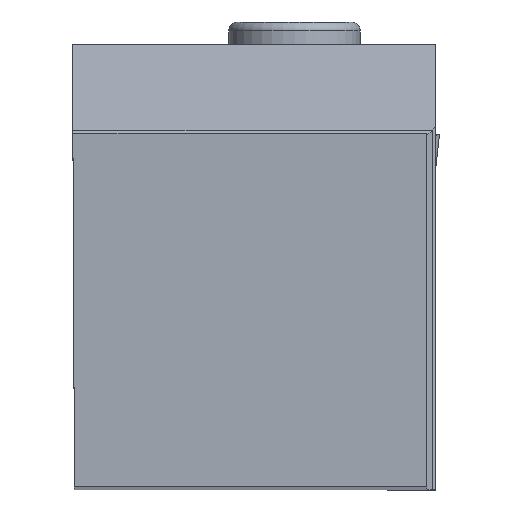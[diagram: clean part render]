
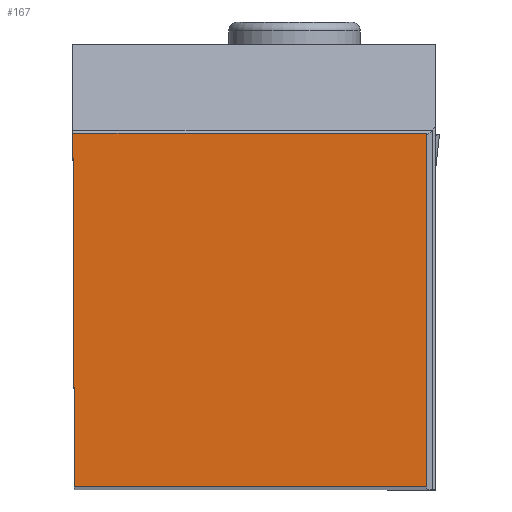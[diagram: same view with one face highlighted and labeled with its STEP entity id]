
A CAD part, top view. The second image highlights one B-rep face of the part: STEP entity #167.
In plain terms, the highlighted planar face has unit normal (0, 0, 1).
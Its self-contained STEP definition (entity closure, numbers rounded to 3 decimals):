
#167=ADVANCED_FACE('BLANK_BOXF006',(#275),#218,.F.);
#218=PLANE('',#1338);
#275=FACE_OUTER_BOUND('',#334,.T.);
#334=EDGE_LOOP('',(#593,#594,#595,#596));
#593=ORIENTED_EDGE('',*,*,#925,.T.);
#594=ORIENTED_EDGE('',*,*,#926,.T.);
#595=ORIENTED_EDGE('',*,*,#927,.T.);
#596=ORIENTED_EDGE('',*,*,#913,.T.);
#773=VERTEX_POINT('',#2060);
#774=VERTEX_POINT('',#2062);
#782=VERTEX_POINT('',#2085);
#783=VERTEX_POINT('',#2087);
#913=EDGE_CURVE('',#774,#773,#1048,.T.);
#925=EDGE_CURVE('',#773,#782,#1059,.T.);
#926=EDGE_CURVE('',#782,#783,#1060,.T.);
#927=EDGE_CURVE('',#783,#774,#1061,.T.);
#1048=LINE('',#2061,#1184);
#1059=LINE('',#2084,#1195);
#1060=LINE('',#2086,#1196);
#1061=LINE('',#2088,#1197);
#1184=VECTOR('',#1568,1.);
#1195=VECTOR('',#1587,1.);
#1196=VECTOR('',#1588,1.);
#1197=VECTOR('',#1589,1.);
#1338=AXIS2_PLACEMENT_3D('',#2089,#1590,#1591);
#1568=DIRECTION('',(1.,0.,0.));
#1587=DIRECTION('',(0.,1.,0.));
#1588=DIRECTION('',(-1.,0.,0.));
#1589=DIRECTION('',(0.004,-1.,0.));
#1590=DIRECTION('',(0.,0.,-1.));
#1591=DIRECTION('',(0.,-1.,0.));
#2060=CARTESIAN_POINT('',(31.85,0.,0.));
#2061=CARTESIAN_POINT('',(-170.35,0.,0.));
#2062=CARTESIAN_POINT('',(0.139,0.,0.));
#2084=CARTESIAN_POINT('',(31.85,-170.35,0.));
#2085=CARTESIAN_POINT('',(31.85,31.85,0.));
#2086=CARTESIAN_POINT('',(170.35,31.85,0.));
#2087=CARTESIAN_POINT('',(0.,31.85,0.));
#2088=CARTESIAN_POINT('',(-0.604,170.348,0.));
#2089=CARTESIAN_POINT('',(32.675,-5.,0.));
